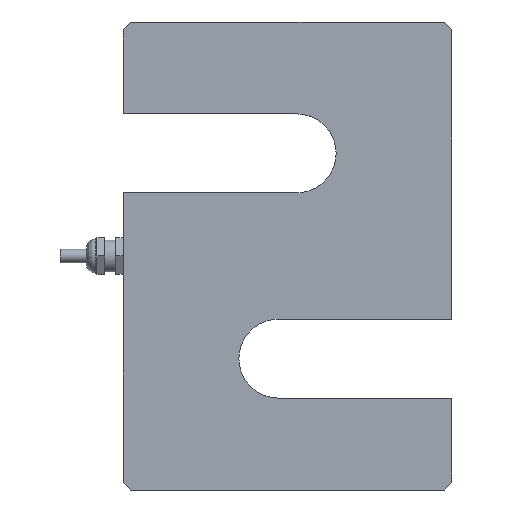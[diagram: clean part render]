
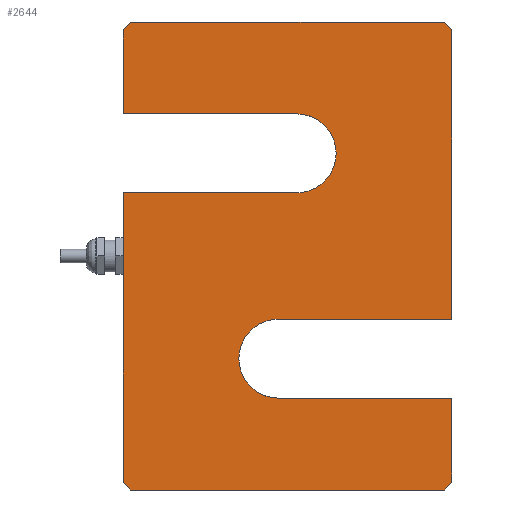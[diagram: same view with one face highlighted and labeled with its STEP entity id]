
A CAD part, front view. The second image highlights one B-rep face of the part: STEP entity #2644.
In plain terms, the highlighted planar face has unit normal (0, -1, 0).
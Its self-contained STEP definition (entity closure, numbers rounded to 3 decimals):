
#283=PLANE('',#2843);
#408=FACE_OUTER_BOUND('',#568,.T.);
#568=EDGE_LOOP('',(#2110,#2111,#2112,#2113,#2114,#2115,#2116,#2117,#2118,
#2119,#2120,#2121,#2122,#2123,#2124,#2125));
#735=LINE('',#7631,#901);
#738=LINE('',#7637,#904);
#741=LINE('',#7643,#907);
#744=LINE('',#7649,#910);
#746=LINE('',#7653,#912);
#748=LINE('',#7659,#914);
#750=LINE('',#7663,#916);
#751=LINE('',#7883,#917);
#753=LINE('',#7887,#919);
#755=LINE('',#7891,#921);
#756=LINE('',#7894,#922);
#757=LINE('',#7896,#923);
#758=LINE('',#7899,#924);
#759=LINE('',#7901,#925);
#901=VECTOR('',#3281,10.);
#904=VECTOR('',#3286,10.);
#907=VECTOR('',#3291,10.);
#910=VECTOR('',#3296,10.);
#912=VECTOR('',#3300,10.);
#914=VECTOR('',#3306,10.);
#916=VECTOR('',#3310,10.);
#917=VECTOR('',#3313,10.);
#919=VECTOR('',#3317,10.);
#921=VECTOR('',#3321,10.);
#922=VECTOR('',#3324,10.);
#923=VECTOR('',#3325,10.);
#924=VECTOR('',#3328,10.);
#925=VECTOR('',#3331,10.);
#965=CIRCLE('',#2844,15.);
#966=CIRCLE('',#2845,15.);
#1187=VERTEX_POINT('',#7627);
#1188=VERTEX_POINT('',#7629);
#1189=VERTEX_POINT('',#7633);
#1190=VERTEX_POINT('',#7635);
#1191=VERTEX_POINT('',#7639);
#1192=VERTEX_POINT('',#7641);
#1193=VERTEX_POINT('',#7645);
#1194=VERTEX_POINT('',#7647);
#1195=VERTEX_POINT('',#7651);
#1197=VERTEX_POINT('',#7657);
#1198=VERTEX_POINT('',#7661);
#1199=VERTEX_POINT('',#7885);
#1200=VERTEX_POINT('',#7889);
#1201=VERTEX_POINT('',#7893);
#1202=VERTEX_POINT('',#7895);
#1203=VERTEX_POINT('',#7898);
#1538=EDGE_CURVE('',#1187,#1188,#735,.T.);
#1541=EDGE_CURVE('',#1189,#1190,#738,.T.);
#1544=EDGE_CURVE('',#1191,#1192,#741,.T.);
#1547=EDGE_CURVE('',#1193,#1194,#744,.T.);
#1549=EDGE_CURVE('',#1188,#1195,#746,.T.);
#1552=EDGE_CURVE('',#1197,#1195,#748,.T.);
#1554=EDGE_CURVE('',#1197,#1198,#750,.T.);
#1557=EDGE_CURVE('',#1193,#1198,#751,.T.);
#1559=EDGE_CURVE('',#1192,#1199,#753,.T.);
#1561=EDGE_CURVE('',#1200,#1199,#755,.T.);
#1562=EDGE_CURVE('',#1189,#1201,#756,.T.);
#1563=EDGE_CURVE('',#1190,#1202,#757,.T.);
#1564=EDGE_CURVE('',#1202,#1187,#965,.T.);
#1565=EDGE_CURVE('',#1194,#1203,#758,.T.);
#1566=EDGE_CURVE('',#1203,#1191,#966,.T.);
#1567=EDGE_CURVE('',#1200,#1201,#759,.T.);
#2110=ORIENTED_EDGE('',*,*,#1562,.F.);
#2111=ORIENTED_EDGE('',*,*,#1541,.T.);
#2112=ORIENTED_EDGE('',*,*,#1563,.T.);
#2113=ORIENTED_EDGE('',*,*,#1564,.T.);
#2114=ORIENTED_EDGE('',*,*,#1538,.T.);
#2115=ORIENTED_EDGE('',*,*,#1549,.T.);
#2116=ORIENTED_EDGE('',*,*,#1552,.F.);
#2117=ORIENTED_EDGE('',*,*,#1554,.T.);
#2118=ORIENTED_EDGE('',*,*,#1557,.F.);
#2119=ORIENTED_EDGE('',*,*,#1547,.T.);
#2120=ORIENTED_EDGE('',*,*,#1565,.T.);
#2121=ORIENTED_EDGE('',*,*,#1566,.T.);
#2122=ORIENTED_EDGE('',*,*,#1544,.T.);
#2123=ORIENTED_EDGE('',*,*,#1559,.T.);
#2124=ORIENTED_EDGE('',*,*,#1561,.F.);
#2125=ORIENTED_EDGE('',*,*,#1567,.T.);
#2644=ADVANCED_FACE('',(#408),#283,.F.);
#2843=AXIS2_PLACEMENT_3D('',#7892,#3322,#3323);
#2844=AXIS2_PLACEMENT_3D('',#7897,#3326,#3327);
#2845=AXIS2_PLACEMENT_3D('',#7900,#3329,#3330);
#3281=DIRECTION('',(-1.,0.,0.));
#3286=DIRECTION('',(0.,0.,-1.));
#3291=DIRECTION('',(1.,0.,0.));
#3296=DIRECTION('',(0.,0.,1.));
#3300=DIRECTION('',(0.,0.,-1.));
#3306=DIRECTION('',(-0.707,0.,0.707));
#3310=DIRECTION('',(1.,0.,0.));
#3313=DIRECTION('',(-0.707,0.,-0.707));
#3317=DIRECTION('',(0.,0.,1.));
#3321=DIRECTION('',(0.707,0.,-0.707));
#3322=DIRECTION('center_axis',(0.,1.,0.));
#3323=DIRECTION('ref_axis',(1.,0.,0.));
#3324=DIRECTION('',(0.707,0.,0.707));
#3325=DIRECTION('',(1.,0.,0.));
#3326=DIRECTION('center_axis',(0.,1.,0.));
#3327=DIRECTION('ref_axis',(0.,0.,1.));
#3328=DIRECTION('',(-1.,0.,0.));
#3329=DIRECTION('center_axis',(0.,1.,0.));
#3330=DIRECTION('ref_axis',(0.,0.,-1.));
#3331=DIRECTION('',(-1.,0.,0.));
#7627=CARTESIAN_POINT('',(3.484,-25.4,24.));
#7629=CARTESIAN_POINT('',(-62.484,-25.4,24.));
#7631=CARTESIAN_POINT('',(-62.484,-25.4,24.));
#7633=CARTESIAN_POINT('',(-62.484,-25.4,85.9));
#7635=CARTESIAN_POINT('',(-62.484,-25.4,54.));
#7637=CARTESIAN_POINT('',(-62.484,-25.4,88.9));
#7639=CARTESIAN_POINT('',(-3.484,-25.4,-24.));
#7641=CARTESIAN_POINT('',(62.484,-25.4,-24.));
#7643=CARTESIAN_POINT('',(62.484,-25.4,-24.));
#7645=CARTESIAN_POINT('',(62.484,-25.4,-85.9));
#7647=CARTESIAN_POINT('',(62.484,-25.4,-54.));
#7649=CARTESIAN_POINT('',(62.484,-25.4,-88.9));
#7651=CARTESIAN_POINT('',(-62.484,-25.4,-85.9));
#7653=CARTESIAN_POINT('',(-62.484,-25.4,88.9));
#7657=CARTESIAN_POINT('',(-59.484,-25.4,-88.9));
#7659=CARTESIAN_POINT('',(-67.588,-25.4,-80.796));
#7661=CARTESIAN_POINT('',(59.484,-25.4,-88.9));
#7663=CARTESIAN_POINT('',(-62.484,-25.4,-88.9));
#7883=CARTESIAN_POINT('',(67.588,-25.4,-80.796));
#7885=CARTESIAN_POINT('',(62.484,-25.4,85.9));
#7887=CARTESIAN_POINT('',(62.484,-25.4,-88.9));
#7889=CARTESIAN_POINT('',(59.484,-25.4,88.9));
#7891=CARTESIAN_POINT('',(67.588,-25.4,80.796));
#7892=CARTESIAN_POINT('Origin',(0.,-25.4,0.));
#7893=CARTESIAN_POINT('',(-59.484,-25.4,88.9));
#7894=CARTESIAN_POINT('',(-67.588,-25.4,80.796));
#7895=CARTESIAN_POINT('',(3.484,-25.4,54.));
#7896=CARTESIAN_POINT('',(-62.484,-25.4,54.));
#7897=CARTESIAN_POINT('Origin',(3.484,-25.4,39.));
#7898=CARTESIAN_POINT('',(-3.484,-25.4,-54.));
#7899=CARTESIAN_POINT('',(62.484,-25.4,-54.));
#7900=CARTESIAN_POINT('Origin',(-3.484,-25.4,-39.));
#7901=CARTESIAN_POINT('',(62.484,-25.4,88.9));
